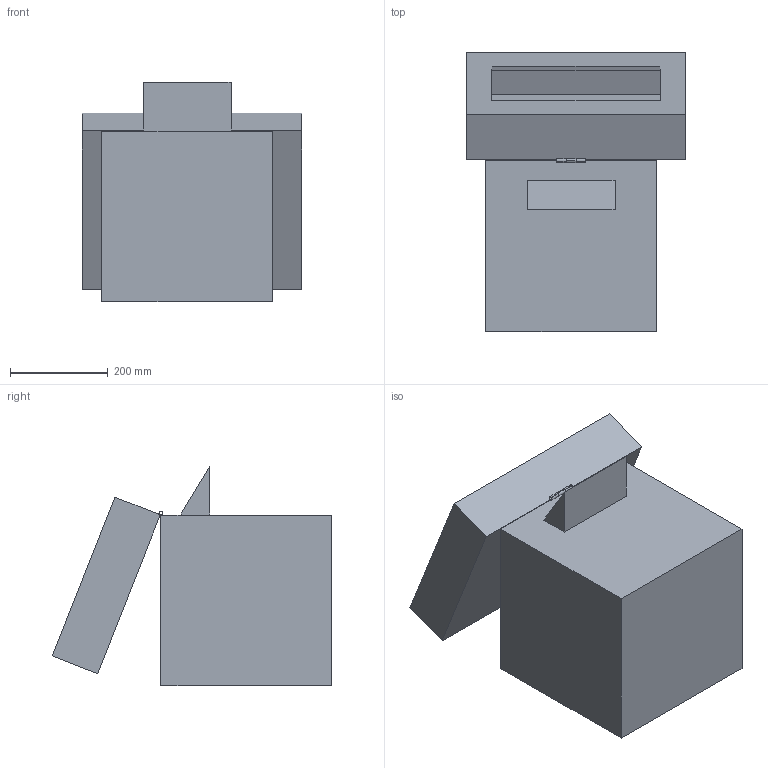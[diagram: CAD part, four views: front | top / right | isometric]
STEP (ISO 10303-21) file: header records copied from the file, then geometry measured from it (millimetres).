
FILE_DESCRIPTION (( 'STEP AP214' ), '1' );
FILE_NAME ('Arcade asem.STEP', '2022-01-28T09:26:47', ( '' ), ( '' ), 'SwSTEP 2.0', 'SolidWorks 2021', '' );
FILE_SCHEMA (( 'AUTOMOTIVE_DESIGN' ));
Length unit declared in the file: millimetre
Products named in the file (3): The upper section; The under section; Arcade asem
Assembly tree (2 placements, depth 2):
  Arcade asem
    The under section
    The upper section
Bounding box: 450 x 572.61 x 450 mm (x, y, z)
Volume: 10115569.9 mm3; surface area: 1977412.2 mm2
Topology: 5 solids, 5 shells, 49 faces, 105 edges, 70 vertices
Faces by surface type: plane 37, cylinder 12
Entity records: 1472 total; most frequent: DIRECTION 237, CARTESIAN_POINT 229, ORIENTED_EDGE 210, EDGE_CURVE 105, VECTOR 81, LINE 81, AXIS2_PLACEMENT_3D 78, VERTEX_POINT 70
